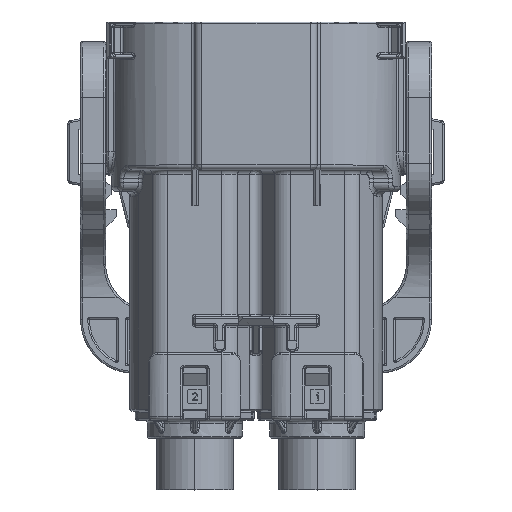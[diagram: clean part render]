
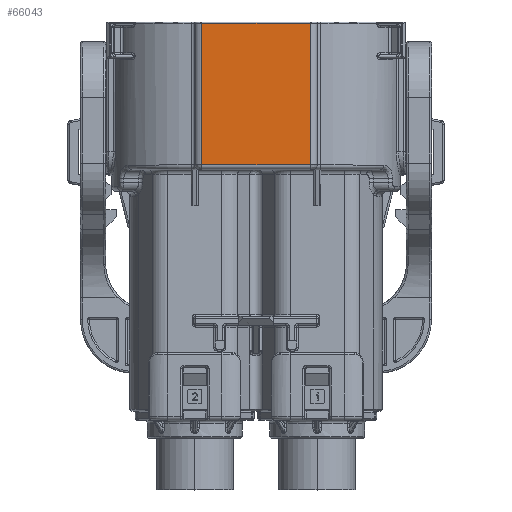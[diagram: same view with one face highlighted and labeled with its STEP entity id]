
A CAD part, top view. The second image highlights one B-rep face of the part: STEP entity #66043.
In plain terms, the highlighted planar face has unit normal (0, 0, 1).
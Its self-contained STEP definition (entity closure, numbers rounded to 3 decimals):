
#6446=DIRECTION('',(1.,0.,0.));
#6447=VECTOR('',#6446,30.);
#6448=CARTESIAN_POINT('',(-32.,8.3,28.05));
#6449=LINE('',#6448,#6447);
#6458=DIRECTION('',(-1.,0.,0.));
#6459=VECTOR('',#6458,30.);
#6460=CARTESIAN_POINT('',(-2.,47.6,28.05));
#6461=LINE('',#6460,#6459);
#8750=DIRECTION('',(0.,-1.,0.));
#8751=VECTOR('',#8750,39.3);
#8752=CARTESIAN_POINT('',(-32.,47.6,28.05));
#8753=LINE('',#8752,#8751);
#18851=DIRECTION('',(0.,1.,0.));
#18852=VECTOR('',#18851,39.3);
#18853=CARTESIAN_POINT('',(-2.,8.3,28.05));
#18854=LINE('',#18853,#18852);
#47650=CARTESIAN_POINT('',(-32.,8.3,28.05));
#47651=CARTESIAN_POINT('',(-2.,8.3,28.05));
#47652=VERTEX_POINT('',#47650);
#47653=VERTEX_POINT('',#47651);
#47654=CARTESIAN_POINT('',(-2.,47.6,28.05));
#47655=CARTESIAN_POINT('',(-32.,47.6,28.05));
#47656=VERTEX_POINT('',#47654);
#47657=VERTEX_POINT('',#47655);
#66029=CARTESIAN_POINT('',(-12.,48.,28.05));
#66030=DIRECTION('',(0.,0.,-1.));
#66031=DIRECTION('',(-1.,0.,0.));
#66032=AXIS2_PLACEMENT_3D('',#66029,#66030,#66031);
#66033=PLANE('',#66032);
#66035=ORIENTED_EDGE('',*,*,#66034,.F.);
#66037=ORIENTED_EDGE('',*,*,#66036,.F.);
#66038=ORIENTED_EDGE('',*,*,#66019,.F.);
#66040=ORIENTED_EDGE('',*,*,#66039,.F.);
#66041=EDGE_LOOP('',(#66035,#66037,#66038,#66040));
#66042=FACE_OUTER_BOUND('',#66041,.F.);
#66043=ADVANCED_FACE('',(#66042),#66033,.F.);
#66019=EDGE_CURVE('',#47652,#47653,#6449,.T.);
#66034=EDGE_CURVE('',#47656,#47657,#6461,.T.);
#66036=EDGE_CURVE('',#47653,#47656,#18854,.T.);
#66039=EDGE_CURVE('',#47657,#47652,#8753,.T.);
